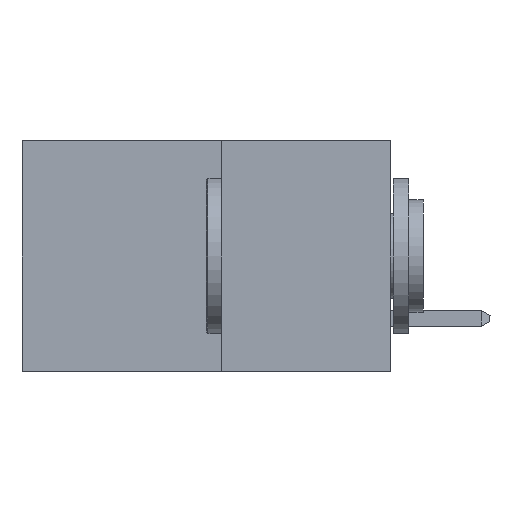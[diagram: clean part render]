
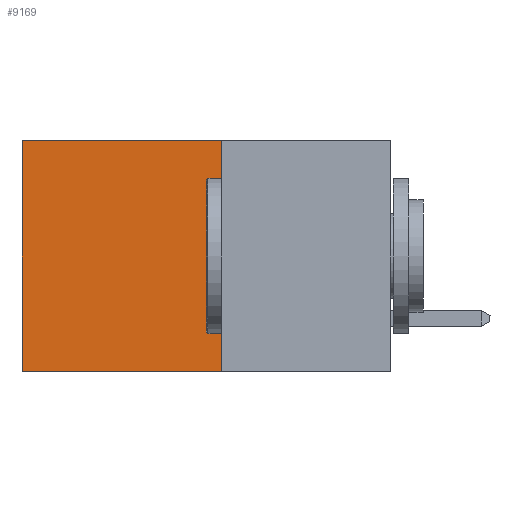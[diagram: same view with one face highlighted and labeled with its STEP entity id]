
A CAD part, left-side view. The second image highlights one B-rep face of the part: STEP entity #9169.
In plain terms, the highlighted planar face has unit normal (-1, 0, 0).
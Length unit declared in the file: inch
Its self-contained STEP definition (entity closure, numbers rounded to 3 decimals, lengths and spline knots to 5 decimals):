
#185 = ORIENTED_EDGE ( 'NONE', *, *, #11960, .F. ) ;
#580 = CARTESIAN_POINT ( 'NONE',  ( 0.277, 0.27, -0.37 ) ) ;
#1818 = VECTOR ( 'NONE', #10979, 39.37008 ) ;
#1851 = EDGE_CURVE ( 'NONE', #12413, #7411, #13136, .T. ) ;
#2337 = ORIENTED_EDGE ( 'NONE', *, *, #3082, .F. ) ;
#2592 = CARTESIAN_POINT ( 'NONE',  ( 0.277, 0.27, -0.37 ) ) ;
#3082 = EDGE_CURVE ( 'NONE', #10389, #4991, #6455, .T. ) ;
#3291 = CARTESIAN_POINT ( 'NONE',  ( 0.277, 0.27, -0.37 ) ) ;
#3668 = DIRECTION ( 'NONE',  ( 0., 0., -1. ) ) ;
#3947 = DIRECTION ( 'NONE',  ( 0., 1., 0. ) ) ;
#3983 = CARTESIAN_POINT ( 'NONE',  ( 0.277, 0.27, 0. ) ) ;
#4369 = DIRECTION ( 'NONE',  ( 0., 1., 0. ) ) ;
#4595 = VECTOR ( 'NONE', #3947, 39.37008 ) ;
#4644 = EDGE_CURVE ( 'NONE', #10389, #12413, #7709, .T. ) ;
#4991 = VERTEX_POINT ( 'NONE', #580 ) ;
#5028 = ORIENTED_EDGE ( 'NONE', *, *, #4644, .T. ) ;
#5165 = ORIENTED_EDGE ( 'NONE', *, *, #1851, .T. ) ;
#6455 = LINE ( 'NONE', #11075, #1818 ) ;
#6794 = VECTOR ( 'NONE', #4369, 39.37008 ) ;
#7317 = CARTESIAN_POINT ( 'NONE',  ( 0.277, 0.59, -0.37 ) ) ;
#7411 = VERTEX_POINT ( 'NONE', #7317 ) ;
#7632 = VECTOR ( 'NONE', #11147, 39.37008 ) ;
#7709 = LINE ( 'NONE', #3983, #4595 ) ;
#7785 = EDGE_LOOP ( 'NONE', ( #5165, #185, #2337, #5028 ) ) ;
#7864 = PLANE ( 'NONE',  #9705 ) ;
#8455 = CARTESIAN_POINT ( 'NONE',  ( 0.277, 0.59, 0. ) ) ;
#9169 = ADVANCED_FACE ( 'NONE', ( #12558 ), #7864, .F. ) ;
#9376 = CARTESIAN_POINT ( 'NONE',  ( 0.277, 0.59, -0.37 ) ) ;
#9705 = AXIS2_PLACEMENT_3D ( 'NONE', #2592, #9973, #3668 ) ;
#9973 = DIRECTION ( 'NONE',  ( 1., 0., 0. ) ) ;
#10389 = VERTEX_POINT ( 'NONE', #12990 ) ;
#10979 = DIRECTION ( 'NONE',  ( 0., 0., -1. ) ) ;
#11075 = CARTESIAN_POINT ( 'NONE',  ( 0.277, 0.27, -0.37 ) ) ;
#11147 = DIRECTION ( 'NONE',  ( 0., 0., -1. ) ) ;
#11363 = LINE ( 'NONE', #3291, #6794 ) ;
#11960 = EDGE_CURVE ( 'NONE', #4991, #7411, #11363, .T. ) ;
#12413 = VERTEX_POINT ( 'NONE', #8455 ) ;
#12558 = FACE_OUTER_BOUND ( 'NONE', #7785, .T. ) ;
#12990 = CARTESIAN_POINT ( 'NONE',  ( 0.277, 0.27, 0. ) ) ;
#13136 = LINE ( 'NONE', #9376, #7632 ) ;
